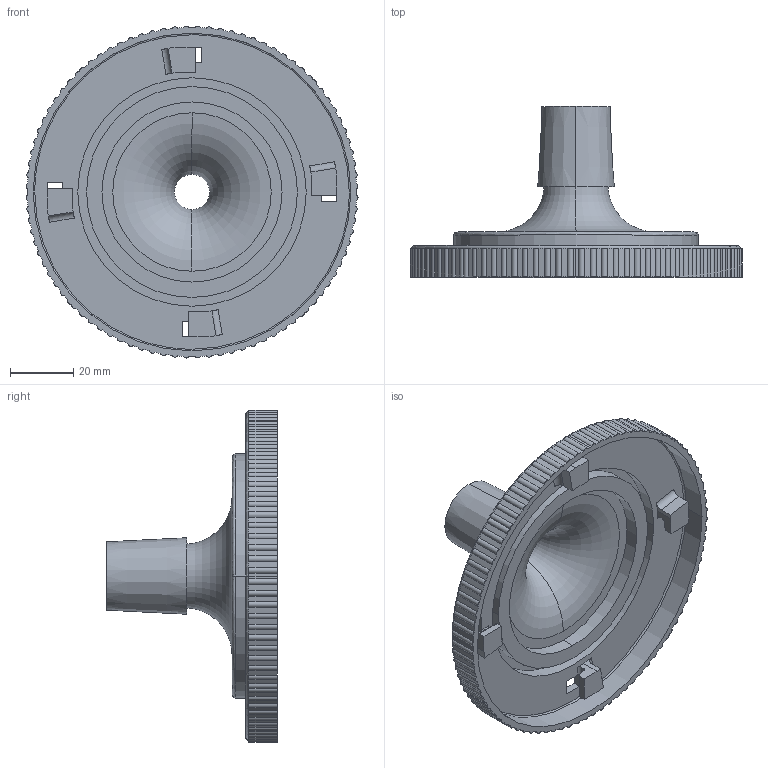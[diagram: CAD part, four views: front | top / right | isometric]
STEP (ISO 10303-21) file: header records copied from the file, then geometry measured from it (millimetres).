
FILE_DESCRIPTION (( 'STEP AP203' ), '1' );
FILE_NAME ('top_Filter Box v5 03 for 3D print.STEP', '2020-04-03T20:59:30', ( '' ), ( '' ), 'SwSTEP 2.0', 'SolidWorks 2014', '' );
FILE_SCHEMA (( 'CONFIG_CONTROL_DESIGN' ));
Length unit declared in the file: millimetre
Products named in the file (1): top_Filter Box v5 03 for 3D print
Bounding box: 105.04 x 54 x 105.04 mm (x, y, z)
Volume: 43422 mm3; surface area: 31066.7 mm2
Topology: 1 solids, 1 shells, 377 faces, 930 edges, 562 vertices
Faces by surface type: cylinder 224, plane 141, bspline 6, torus 4, cone 2
Entity records: 11949 total; most frequent: CARTESIAN_POINT 2896, DIRECTION 1994, ORIENTED_EDGE 1860, EDGE_CURVE 930, AXIS2_PLACEMENT_3D 824, VERTEX_POINT 562, CIRCLE 452, EDGE_LOOP 394
